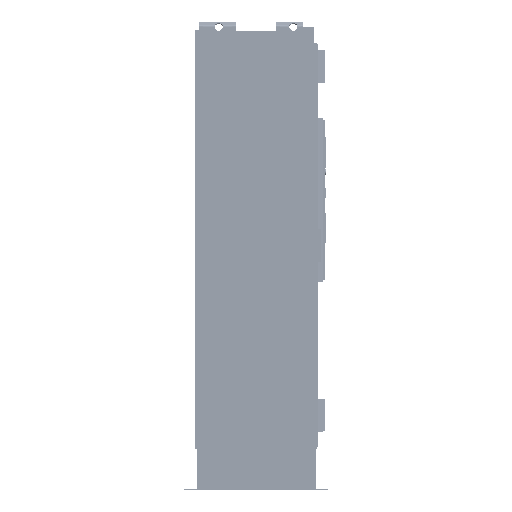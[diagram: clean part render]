
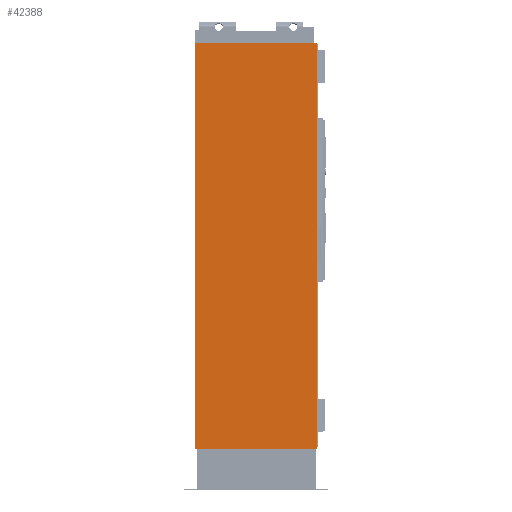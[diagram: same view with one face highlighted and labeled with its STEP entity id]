
A CAD part, left-side view. The second image highlights one B-rep face of the part: STEP entity #42388.
In plain terms, the highlighted planar face has unit normal (-1, 0, 0).
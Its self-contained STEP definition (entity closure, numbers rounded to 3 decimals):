
#36457=FACE_OUTER_BOUND('',#86697,.T.);
#42388=ADVANCED_FACE('',(#36457),#47809,.T.);
#47809=PLANE('',#154599);
#56790=LINE('',#210998,#70753);
#57325=LINE('',#212632,#71288);
#57326=LINE('',#212634,#71289);
#57327=LINE('',#212636,#71290);
#70753=VECTOR('',#172017,1.);
#71288=VECTOR('',#173070,1.);
#71289=VECTOR('',#173071,1.);
#71290=VECTOR('',#173072,1.);
#86697=EDGE_LOOP('',(#106770,#106771,#106772,#106773));
#106770=ORIENTED_EDGE('',*,*,#141330,.F.);
#106771=ORIENTED_EDGE('',*,*,#141993,.T.);
#106772=ORIENTED_EDGE('',*,*,#141994,.F.);
#106773=ORIENTED_EDGE('',*,*,#141995,.F.);
#128062=VERTEX_POINT('',#210993);
#128064=VERTEX_POINT('',#210997);
#128549=VERTEX_POINT('',#212633);
#128550=VERTEX_POINT('',#212635);
#141330=EDGE_CURVE('',#128064,#128062,#56790,.T.);
#141993=EDGE_CURVE('',#128064,#128549,#57325,.T.);
#141994=EDGE_CURVE('',#128550,#128549,#57326,.T.);
#141995=EDGE_CURVE('',#128062,#128550,#57327,.T.);
#154599=AXIS2_PLACEMENT_3D('',#212637,#173073,#173074);
#172017=DIRECTION('',(0.,-1.,0.));
#173070=DIRECTION('',(0.,0.,-1.));
#173071=DIRECTION('',(0.,1.,0.));
#173072=DIRECTION('',(0.,0.,-1.));
#173073=DIRECTION('',(-1.,0.,0.));
#173074=DIRECTION('',(0.,0.,1.));
#210993=CARTESIAN_POINT('',(-1950.,0.,1899.5));
#210997=CARTESIAN_POINT('',(-1950.,600.,1899.5));
#210998=CARTESIAN_POINT('',(-1950.,600.,1899.5));
#212632=CARTESIAN_POINT('',(-1950.,600.,1932.5));
#212633=CARTESIAN_POINT('',(-1950.,600.,-100.));
#212634=CARTESIAN_POINT('',(-1950.,600.,-100.));
#212635=CARTESIAN_POINT('',(-1950.,0.,-100.));
#212636=CARTESIAN_POINT('',(-1950.,0.,0.));
#212637=CARTESIAN_POINT('',(-1950.,300.,1932.5));
